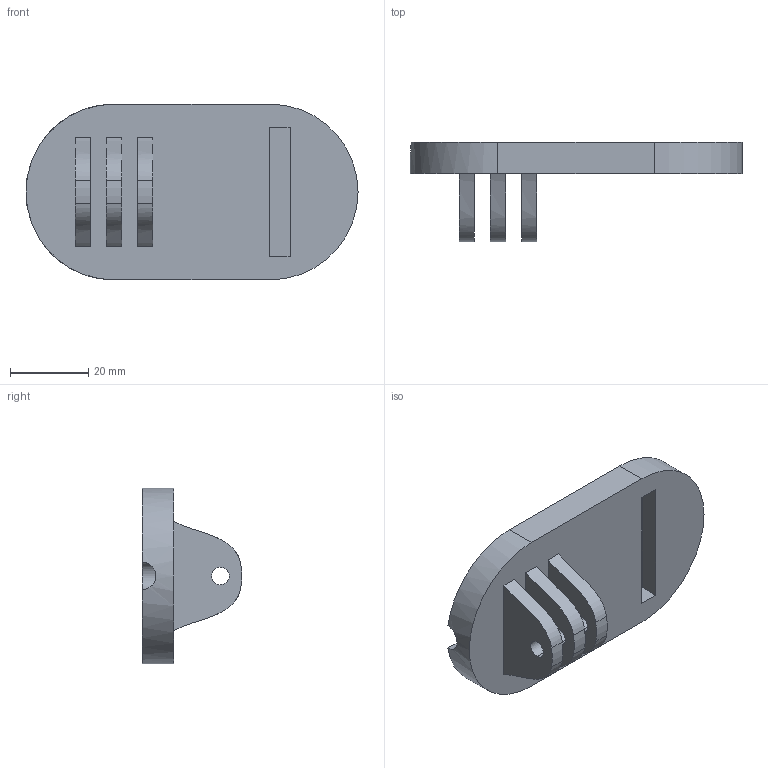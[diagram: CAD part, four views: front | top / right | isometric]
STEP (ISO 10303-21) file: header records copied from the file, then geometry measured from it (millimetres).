
FILE_DESCRIPTION (( 'STEP AP203' ), '1' );
FILE_NAME ('Gnani_zobnik_drzalo.STEP', '2025-08-16T15:41:22', ( '' ), ( '' ), 'SwSTEP 2.0', 'SolidWorks 2023', '' );
FILE_SCHEMA (( 'CONFIG_CONTROL_DESIGN' ));
Length unit declared in the file: millimetre
Products named in the file (1): Gnani_zobnik_drzalo
Bounding box: 85 x 25.47 x 45 mm (x, y, z)
Volume: 29782.8 mm3; surface area: 11515.9 mm2
Topology: 1 solids, 1 shells, 37 faces, 90 edges, 59 vertices
Faces by surface type: plane 16, cylinder 15, bspline 6
Entity records: 1243 total; most frequent: CARTESIAN_POINT 304, ORIENTED_EDGE 180, DIRECTION 166, EDGE_CURVE 90, AXIS2_PLACEMENT_3D 59, VERTEX_POINT 59, LINE 48, VECTOR 48
